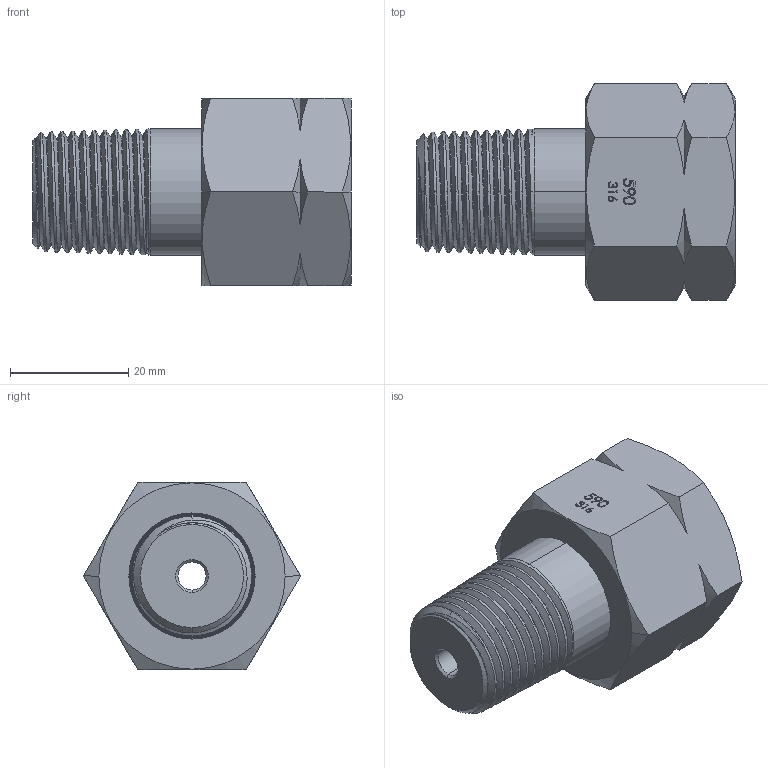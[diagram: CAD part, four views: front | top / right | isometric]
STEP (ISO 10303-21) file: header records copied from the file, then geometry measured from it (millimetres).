
FILE_DESCRIPTION (( 'STEP AP203' ), '1' );
FILE_NAME ('AD-590FSS-8MNPT.STEP', '2025-08-05T13:15:46', ( '' ), ( '' ), 'SwSTEP 2.0', 'SolidWorks 2018', '' );
FILE_SCHEMA (( 'CONFIG_CONTROL_DESIGN' ));
Length unit declared in the file: inch
Products named in the file (1): AD-590FSS-8MNPT
Bounding box: 53.85 x 36.66 x 31.75 mm (x, y, z)
Volume: 21880.9 mm3; surface area: 9564 mm2
Topology: 1 solids, 1 shells, 169 faces, 451 edges, 295 vertices
Faces by surface type: bspline 55, cone 52, plane 40, cylinder 22
Entity records: 18699 total; most frequent: CARTESIAN_POINT 14987, ORIENTED_EDGE 902, DIRECTION 490, EDGE_CURVE 451, VERTEX_POINT 295, B_SPLINE_CURVE_WITH_KNOTS 228, VECTOR 186, LINE 186
